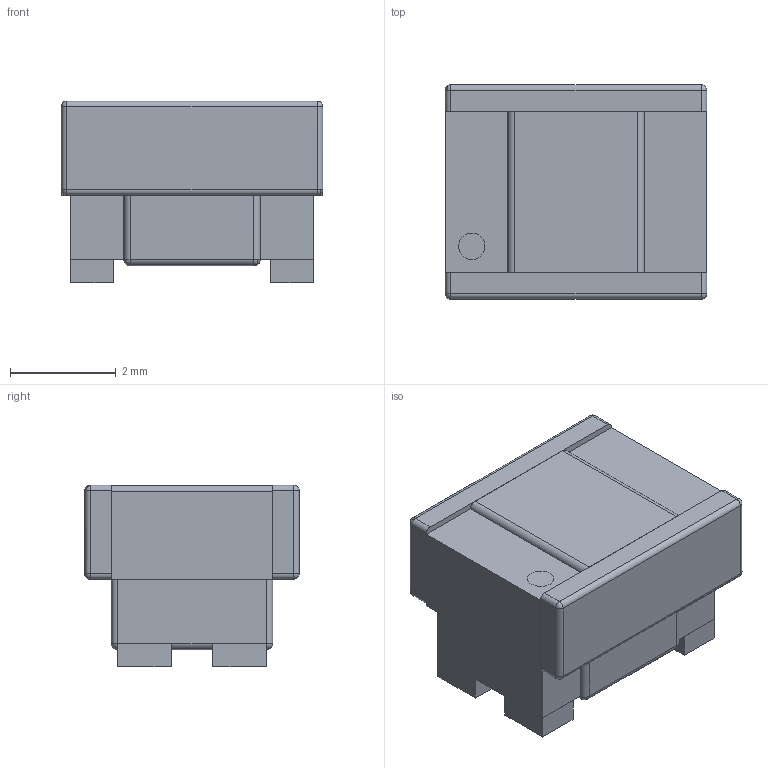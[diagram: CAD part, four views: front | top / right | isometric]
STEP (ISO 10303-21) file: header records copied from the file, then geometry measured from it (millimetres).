
FILE_DESCRIPTION((''),'2;1');
FILE_NAME('XFMR_COILCRAFT_1812WBT2.stp','2012-06-19T13:30:58',(''),(''),'Mechanical Desktop 2011','Mechanical Desktop 2011',', , ');
FILE_SCHEMA(('AUTOMOTIVE_DESIGN { 1 2 10303 214 1 1 1 1 }'));
Length unit declared in the file: millimetre
Products named in the file (1): Product
Bounding box: 4.95 x 4.06 x 3.44 mm (x, y, z)
Volume: 62.4 mm3; surface area: 181.7 mm2
Topology: 10 solids, 10 shells, 109 faces, 234 edges, 141 vertices
Faces by surface type: plane 49, bspline 25, cylinder 20, sphere 15
Entity records: 3040 total; most frequent: CARTESIAN_POINT 670, DIRECTION 470, ORIENTED_EDGE 456, EDGE_CURVE 228, AXIS2_PLACEMENT_3D 157, VECTOR 156, LINE 156, VERTEX_POINT 141
